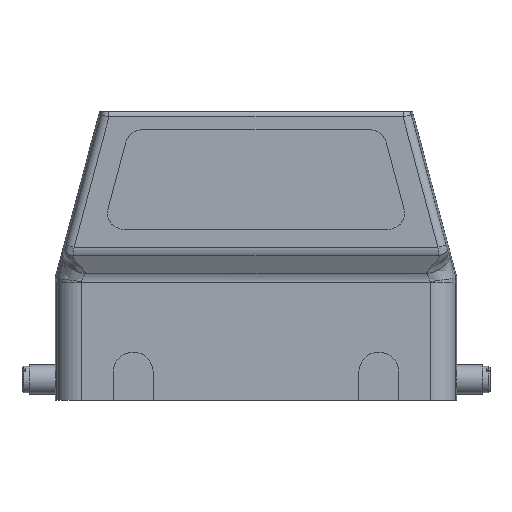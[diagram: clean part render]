
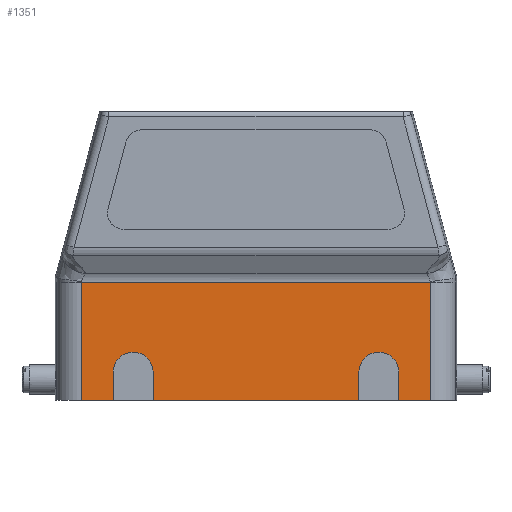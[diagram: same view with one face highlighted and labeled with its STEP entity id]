
A CAD part, front view. The second image highlights one B-rep face of the part: STEP entity #1351.
In plain terms, the highlighted planar face has unit normal (0, -1, 0).
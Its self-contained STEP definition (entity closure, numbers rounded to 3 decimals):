
#1018=FACE_OUTER_BOUND('',#1995,.T.);
#1351=ADVANCED_FACE('',(#1018),#1700,.T.);
#1700=PLANE('',#7181);
#1995=EDGE_LOOP('',(#3836,#3837,#3838,#3839,#3840,#3841,#3842,#3843,#3844,
#3845,#3846,#3847));
#2596=LINE('',#10243,#3145);
#2597=LINE('',#10246,#3146);
#2598=LINE('',#10248,#3147);
#2599=LINE('',#10250,#3148);
#2600=LINE('',#10252,#3149);
#2601=LINE('',#10254,#3150);
#2602=LINE('',#10258,#3151);
#2603=LINE('',#10260,#3152);
#2604=LINE('',#10262,#3153);
#2605=LINE('',#10266,#3154);
#3145=VECTOR('',#8116,1.);
#3146=VECTOR('',#8117,1.);
#3147=VECTOR('',#8118,1.);
#3148=VECTOR('',#8119,1.);
#3149=VECTOR('',#8120,1.);
#3150=VECTOR('',#8121,1.);
#3151=VECTOR('',#8124,1.);
#3152=VECTOR('',#8125,1.);
#3153=VECTOR('',#8126,1.);
#3154=VECTOR('',#8129,1.);
#3836=ORIENTED_EDGE('',*,*,#6130,.F.);
#3837=ORIENTED_EDGE('',*,*,#6131,.T.);
#3838=ORIENTED_EDGE('',*,*,#6132,.T.);
#3839=ORIENTED_EDGE('',*,*,#6133,.T.);
#3840=ORIENTED_EDGE('',*,*,#6134,.F.);
#3841=ORIENTED_EDGE('',*,*,#6135,.F.);
#3842=ORIENTED_EDGE('',*,*,#6136,.F.);
#3843=ORIENTED_EDGE('',*,*,#6137,.F.);
#3844=ORIENTED_EDGE('',*,*,#6138,.F.);
#3845=ORIENTED_EDGE('',*,*,#6139,.F.);
#3846=ORIENTED_EDGE('',*,*,#6140,.F.);
#3847=ORIENTED_EDGE('',*,*,#6141,.F.);
#5532=VERTEX_POINT('',#10244);
#5533=VERTEX_POINT('',#10245);
#5534=VERTEX_POINT('',#10247);
#5535=VERTEX_POINT('',#10249);
#5536=VERTEX_POINT('',#10251);
#5537=VERTEX_POINT('',#10253);
#5538=VERTEX_POINT('',#10255);
#5539=VERTEX_POINT('',#10257);
#5540=VERTEX_POINT('',#10259);
#5541=VERTEX_POINT('',#10261);
#5542=VERTEX_POINT('',#10263);
#5543=VERTEX_POINT('',#10265);
#6130=EDGE_CURVE('',#5532,#5533,#2596,.T.);
#6131=EDGE_CURVE('',#5532,#5534,#2597,.T.);
#6132=EDGE_CURVE('',#5534,#5535,#2598,.T.);
#6133=EDGE_CURVE('',#5535,#5536,#2599,.T.);
#6134=EDGE_CURVE('',#5537,#5536,#2600,.T.);
#6135=EDGE_CURVE('',#5538,#5537,#2601,.T.);
#6136=EDGE_CURVE('',#5539,#5538,#6767,.T.);
#6137=EDGE_CURVE('',#5540,#5539,#2602,.T.);
#6138=EDGE_CURVE('',#5541,#5540,#2603,.T.);
#6139=EDGE_CURVE('',#5542,#5541,#2604,.T.);
#6140=EDGE_CURVE('',#5543,#5542,#6768,.T.);
#6141=EDGE_CURVE('',#5533,#5543,#2605,.T.);
#6767=CIRCLE('',#7179,6.);
#6768=CIRCLE('',#7180,6.);
#7179=AXIS2_PLACEMENT_3D('',#10256,#8122,#8123);
#7180=AXIS2_PLACEMENT_3D('',#10264,#8127,#8128);
#7181=AXIS2_PLACEMENT_3D('',#10267,#8130,#8131);
#8116=DIRECTION('',(-1.,0.,0.));
#8117=DIRECTION('',(0.,0.,1.));
#8118=DIRECTION('',(-1.,0.,0.));
#8119=DIRECTION('',(0.,0.,-1.));
#8120=DIRECTION('',(-1.,0.,0.));
#8121=DIRECTION('',(0.,0.,-1.));
#8122=DIRECTION('',(0.,-1.,0.));
#8123=DIRECTION('',(0.,0.,-1.));
#8124=DIRECTION('',(0.,0.,1.));
#8125=DIRECTION('',(-1.,0.,0.));
#8126=DIRECTION('',(0.,0.,-1.));
#8127=DIRECTION('',(0.,-1.,0.));
#8128=DIRECTION('',(0.,0.,-1.));
#8129=DIRECTION('',(0.,0.,1.));
#8130=DIRECTION('',(0.,-1.,0.));
#8131=DIRECTION('',(0.,0.,-1.));
#10243=CARTESIAN_POINT('',(66.55,-21.5,-9.));
#10244=CARTESIAN_POINT('',(52.631,-21.5,-9.));
#10245=CARTESIAN_POINT('',(43.,-21.5,-9.));
#10246=CARTESIAN_POINT('',(52.631,-21.5,26.66));
#10247=CARTESIAN_POINT('',(52.631,-21.5,26.66));
#10248=CARTESIAN_POINT('',(-59.917,-21.5,26.66));
#10249=CARTESIAN_POINT('',(-52.631,-21.5,26.66));
#10250=CARTESIAN_POINT('',(-52.631,-21.5,-10.5));
#10251=CARTESIAN_POINT('',(-52.631,-21.5,-9.));
#10252=CARTESIAN_POINT('',(66.55,-21.5,-9.));
#10253=CARTESIAN_POINT('',(-43.,-21.5,-9.));
#10254=CARTESIAN_POINT('',(-43.,-21.5,-10.5));
#10255=CARTESIAN_POINT('',(-43.,-21.5,-0.5));
#10256=CARTESIAN_POINT('',(-37.,-21.5,-0.5));
#10257=CARTESIAN_POINT('',(-31.,-21.5,-0.5));
#10258=CARTESIAN_POINT('',(-31.,-21.5,-10.5));
#10259=CARTESIAN_POINT('',(-31.,-21.5,-9.));
#10260=CARTESIAN_POINT('',(66.55,-21.5,-9.));
#10261=CARTESIAN_POINT('',(31.,-21.5,-9.));
#10262=CARTESIAN_POINT('',(31.,-21.5,-10.5));
#10263=CARTESIAN_POINT('',(31.,-21.5,-0.5));
#10264=CARTESIAN_POINT('',(37.,-21.5,-0.5));
#10265=CARTESIAN_POINT('',(43.,-21.5,-0.5));
#10266=CARTESIAN_POINT('',(43.,-21.5,-10.5));
#10267=CARTESIAN_POINT('',(66.55,-21.5,-10.5));
